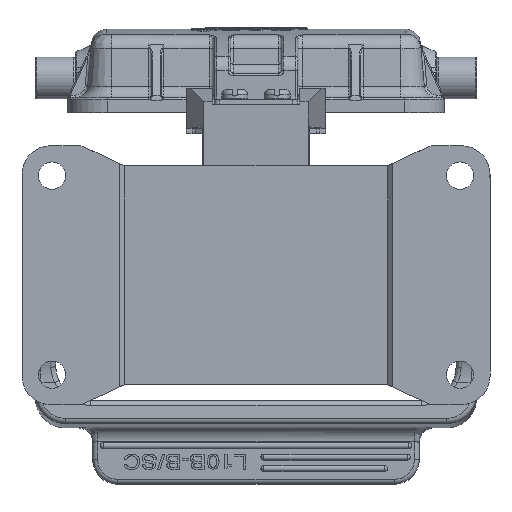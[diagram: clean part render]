
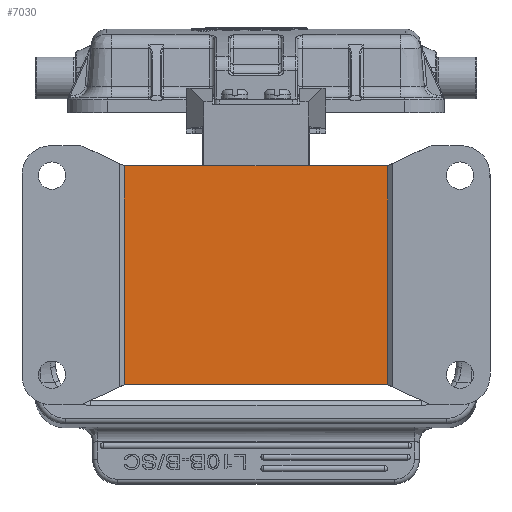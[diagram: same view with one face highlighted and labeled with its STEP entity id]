
A CAD part, front view. The second image highlights one B-rep face of the part: STEP entity #7030.
In plain terms, the highlighted planar face has unit normal (0, -1, 0).
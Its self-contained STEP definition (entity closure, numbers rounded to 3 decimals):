
#3353=PLANE('',#45151);
#4710=FACE_OUTER_BOUND('',#10752,.T.);
#7030=ADVANCED_FACE('',(#4710),#3353,.F.);
#10752=EDGE_LOOP('',(#24331,#24332,#24333,#24334,#24335,#24336,#24337,#24338));
#12991=B_SPLINE_CURVE_WITH_KNOTS('',3,(#65213,#65214,#65215,#65216),
 .UNSPECIFIED.,.F.,.F.,(4,4),(0.,1.),.UNSPECIFIED.);
#12993=B_SPLINE_CURVE_WITH_KNOTS('',3,(#65258,#65259,#65260,#65261),
 .UNSPECIFIED.,.F.,.F.,(4,4),(0.,1.),.UNSPECIFIED.);
#13095=B_SPLINE_CURVE_WITH_KNOTS('',3,(#67339,#67340,#67341,#67342),
 .UNSPECIFIED.,.F.,.F.,(4,4),(0.,1.),.UNSPECIFIED.);
#13097=B_SPLINE_CURVE_WITH_KNOTS('',3,(#67361,#67362,#67363,#67364),
 .UNSPECIFIED.,.F.,.F.,(4,4),(0.,1.),.UNSPECIFIED.);
#13101=B_SPLINE_CURVE_WITH_KNOTS('',3,(#67437,#67438,#67439,#67440),
 .UNSPECIFIED.,.F.,.F.,(4,4),(0.,1.),.UNSPECIFIED.);
#13102=B_SPLINE_CURVE_WITH_KNOTS('',3,(#67442,#67443,#67444,#67445),
 .UNSPECIFIED.,.F.,.F.,(4,4),(0.,1.),.UNSPECIFIED.);
#13103=B_SPLINE_CURVE_WITH_KNOTS('',3,(#67446,#67447,#67448,#67449),
 .UNSPECIFIED.,.F.,.F.,(4,4),(0.,1.),.UNSPECIFIED.);
#13104=B_SPLINE_CURVE_WITH_KNOTS('',3,(#67451,#67452,#67453,#67454),
 .UNSPECIFIED.,.F.,.F.,(4,4),(0.,1.),.UNSPECIFIED.);
#24331=ORIENTED_EDGE('',*,*,#37503,.F.);
#24332=ORIENTED_EDGE('',*,*,#37523,.T.);
#24333=ORIENTED_EDGE('',*,*,#38211,.T.);
#24334=ORIENTED_EDGE('',*,*,#38182,.T.);
#24335=ORIENTED_EDGE('',*,*,#38178,.F.);
#24336=ORIENTED_EDGE('',*,*,#38210,.T.);
#24337=ORIENTED_EDGE('',*,*,#38212,.T.);
#24338=ORIENTED_EDGE('',*,*,#38213,.F.);
#32909=VERTEX_POINT('',#65204);
#32912=VERTEX_POINT('',#65212);
#32922=VERTEX_POINT('',#65257);
#33327=VERTEX_POINT('',#67333);
#33328=VERTEX_POINT('',#67338);
#33332=VERTEX_POINT('',#67365);
#33351=VERTEX_POINT('',#67436);
#33352=VERTEX_POINT('',#67450);
#37503=EDGE_CURVE('',#32912,#32909,#12991,.T.);
#37523=EDGE_CURVE('',#32912,#32922,#12993,.T.);
#38178=EDGE_CURVE('',#33328,#33327,#13095,.T.);
#38182=EDGE_CURVE('',#33332,#33327,#13097,.T.);
#38210=EDGE_CURVE('',#33328,#33351,#13101,.T.);
#38211=EDGE_CURVE('',#32922,#33332,#13102,.T.);
#38212=EDGE_CURVE('',#33351,#33352,#13103,.T.);
#38213=EDGE_CURVE('',#32909,#33352,#13104,.T.);
#45151=AXIS2_PLACEMENT_3D('',#67455,#51702,#51703);
#51702=DIRECTION('',(0.,1.,0.));
#51703=DIRECTION('',(0.,0.,-1.));
#65204=CARTESIAN_POINT('',(73.422,1.,-71.843));
#65212=CARTESIAN_POINT('',(73.422,1.,-27.947));
#65213=CARTESIAN_POINT('',(73.422,1.,-27.948));
#65214=CARTESIAN_POINT('',(73.422,1.,-42.579));
#65215=CARTESIAN_POINT('',(73.422,1.,-57.211));
#65216=CARTESIAN_POINT('',(73.422,1.,-71.842));
#65257=CARTESIAN_POINT('',(73.404,1.,-27.954));
#65258=CARTESIAN_POINT('',(73.422,1.,-27.948));
#65259=CARTESIAN_POINT('',(73.416,1.,-27.95));
#65260=CARTESIAN_POINT('',(73.41,1.,-27.952));
#65261=CARTESIAN_POINT('',(73.404,1.,-27.954));
#67333=CARTESIAN_POINT('',(20.578,1.,-27.948));
#67338=CARTESIAN_POINT('',(20.578,1.,-71.843));
#67339=CARTESIAN_POINT('',(20.578,1.,-71.843));
#67340=CARTESIAN_POINT('',(20.578,1.,-57.211));
#67341=CARTESIAN_POINT('',(20.578,1.,-42.579));
#67342=CARTESIAN_POINT('',(20.578,1.,-27.948));
#67361=CARTESIAN_POINT('',(20.596,1.,-27.954));
#67362=CARTESIAN_POINT('',(20.59,1.,-27.952));
#67363=CARTESIAN_POINT('',(20.584,1.,-27.95));
#67364=CARTESIAN_POINT('',(20.578,1.,-27.948));
#67365=CARTESIAN_POINT('',(20.596,1.,-27.954));
#67436=CARTESIAN_POINT('',(20.596,1.,-71.836));
#67437=CARTESIAN_POINT('',(20.578,1.,-71.843));
#67438=CARTESIAN_POINT('',(20.584,1.,-71.841));
#67439=CARTESIAN_POINT('',(20.59,1.,-71.839));
#67440=CARTESIAN_POINT('',(20.596,1.,-71.837));
#67442=CARTESIAN_POINT('',(73.404,1.,-27.954));
#67443=CARTESIAN_POINT('',(55.801,1.,-27.954));
#67444=CARTESIAN_POINT('',(38.199,1.,-27.954));
#67445=CARTESIAN_POINT('',(20.596,1.,-27.954));
#67446=CARTESIAN_POINT('',(20.596,1.,-71.837));
#67447=CARTESIAN_POINT('',(38.199,1.,-71.837));
#67448=CARTESIAN_POINT('',(55.801,1.,-71.837));
#67449=CARTESIAN_POINT('',(73.404,1.,-71.837));
#67450=CARTESIAN_POINT('',(73.404,1.,-71.837));
#67451=CARTESIAN_POINT('',(73.421,1.,-71.844));
#67452=CARTESIAN_POINT('',(73.415,1.,-71.841));
#67453=CARTESIAN_POINT('',(73.41,1.,-71.839));
#67454=CARTESIAN_POINT('',(73.404,1.,-71.836));
#67455=CARTESIAN_POINT('',(47.,1.,-49.895));
